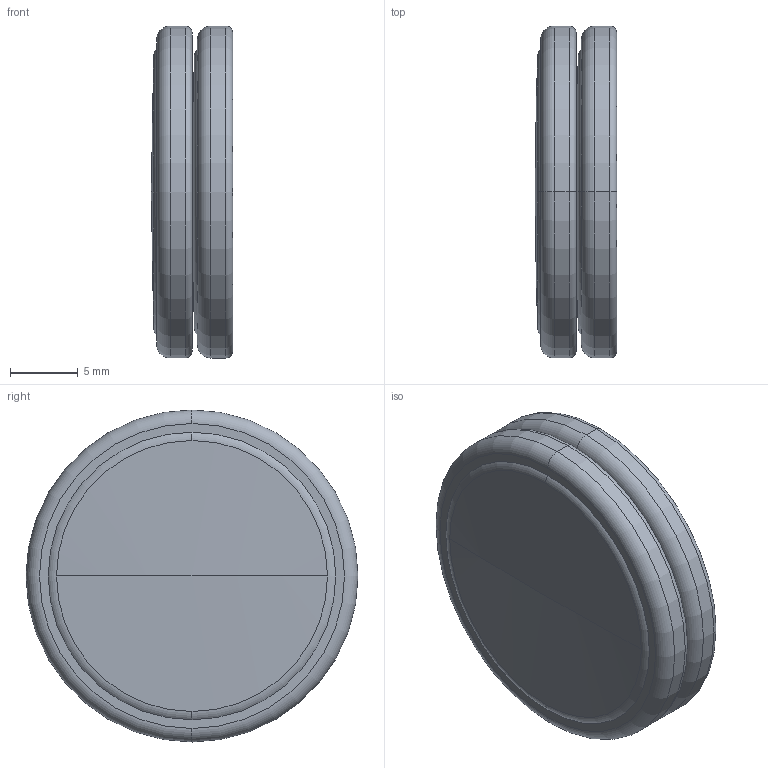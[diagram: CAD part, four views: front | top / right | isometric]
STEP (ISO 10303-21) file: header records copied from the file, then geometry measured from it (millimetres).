
FILE_DESCRIPTION (( 'STEP AP214' ), '1' );
FILE_NAME ('3-E.2.001.000_A.STEP', '2024-05-02T07:10:07', ( '' ), ( '' ), 'SwSTEP 2.0', 'SolidWorks 2022', '' );
FILE_SCHEMA (( 'AUTOMOTIVE_DESIGN' ));
Length unit declared in the file: millimetre
Products named in the file (2): 3-E.2.001.000_A; CR 2430
Assembly tree (2 placements, depth 2):
  3-E.2.001.000_A
    CR 2430  x2
Bounding box: 6 x 24.5 x 24.5 mm (x, y, z)
Volume: 2621.5 mm3; surface area: 2195.8 mm2
Topology: 2 solids, 2 shells, 224 faces, 588 edges, 390 vertices
Faces by surface type: plane 118, bspline 86, torus 12, sphere 4, cylinder 4
Entity records: 6095 total; most frequent: CARTESIAN_POINT 3521, ORIENTED_EDGE 588, DIRECTION 378, EDGE_CURVE 294, VERTEX_POINT 195, VECTOR 186, LINE 186, EDGE_LOOP 123
